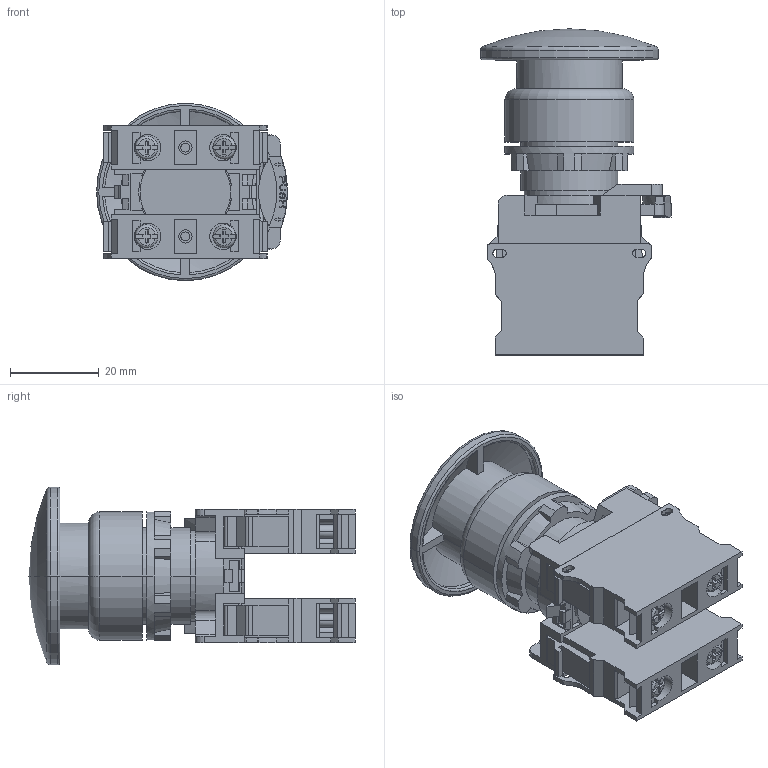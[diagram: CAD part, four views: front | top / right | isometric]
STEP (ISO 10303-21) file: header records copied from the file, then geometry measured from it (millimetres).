
FILE_DESCRIPTION((''),'2;1');
FILE_NAME('LA167-D8E-11M_ASM','2024-03-13T',('Administrator'),('zyb.com'),'PRO/ENGINEER BY PARAMETRIC TECHNOLOGY CORPORATION, 2010280','PRO/ENGINEER BY PARAMETRIC TECHNOLOGY CORPORATION, 2010280','');
FILE_SCHEMA(('CONFIG_CONTROL_DESIGN','SHAPE_APPEARANCE_LAYERS_GROUPS'));
Length unit declared in the file: millimetre
Products named in the file (4): Y20240312002; Y20240312001; Y20240312003; LA167-D8E-11M_ASM
Assembly tree (4 placements, depth 2):
  LA167-D8E-11M_ASM
    Y20240312002
    Y20240312001  x2
    Y20240312003
Bounding box: 43 x 73.5 x 40 mm (x, y, z)
Volume: 43456.9 mm3; surface area: 21953.9 mm2
Topology: 4 solids, 4 shells, 941 faces, 2689 edges, 1763 vertices
Faces by surface type: plane 733, cylinder 166, torus 22, sphere 10, cone 7, bspline 3
Entity records: 24517 total; most frequent: CARTESIAN_POINT 4813, ORIENTED_EDGE 4210, DIRECTION 3924, EDGE_CURVE 2105, VECTOR 1644, LINE 1644, VERTEX_POINT 1381, AXIS2_PLACEMENT_3D 1140
